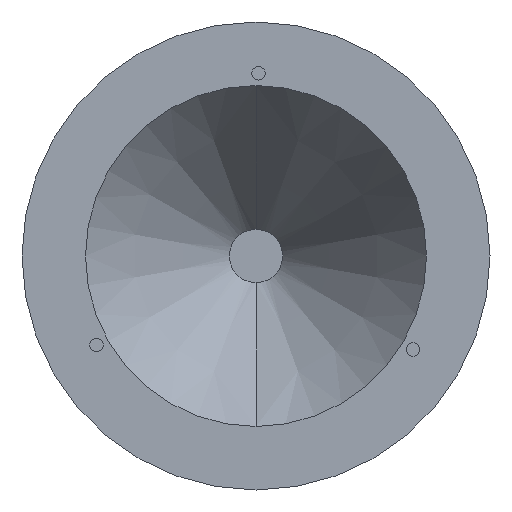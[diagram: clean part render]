
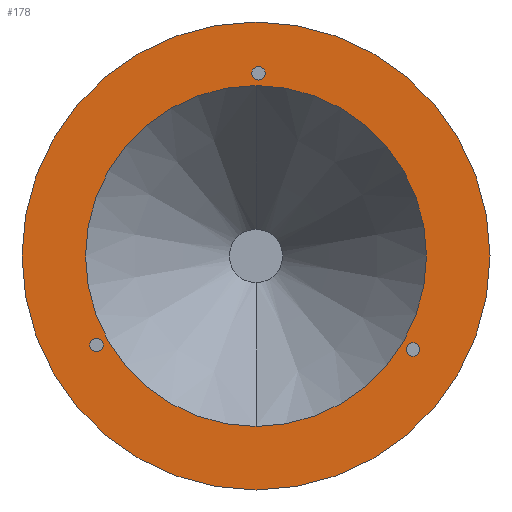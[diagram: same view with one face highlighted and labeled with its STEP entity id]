
A CAD part, front view. The second image highlights one B-rep face of the part: STEP entity #178.
In plain terms, the highlighted planar face has unit normal (0, -1, 0).
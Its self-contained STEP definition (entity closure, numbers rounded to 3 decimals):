
#3 = FACE_OUTER_BOUND ( 'NONE', #1229, .T. ) ;
#25 = CARTESIAN_POINT ( 'NONE',  ( 0., 0., 0. ) ) ;
#41 = DIRECTION ( 'NONE',  ( 0., -1., 0. ) ) ;
#42 = ORIENTED_EDGE ( 'NONE', *, *, #744, .F. ) ;
#43 = EDGE_CURVE ( 'NONE', #84, #139, #815, .T. ) ;
#47 = CARTESIAN_POINT ( 'NONE',  ( 0., 0., 0. ) ) ;
#54 = ORIENTED_EDGE ( 'NONE', *, *, #830, .F. ) ;
#55 = AXIS2_PLACEMENT_3D ( 'NONE', #47, #878, #177 ) ;
#64 = EDGE_CURVE ( 'NONE', #752, #1350, #668, .T. ) ;
#71 = CARTESIAN_POINT ( 'NONE',  ( 0., 0., -130. ) ) ;
#84 = VERTEX_POINT ( 'NONE', #1152 ) ;
#91 = FACE_BOUND ( 'NONE', #374, .T. ) ;
#93 = DIRECTION ( 'NONE',  ( 0., 0., -1. ) ) ;
#94 = CIRCLE ( 'NONE', #851, 3.757 ) ;
#120 = AXIS2_PLACEMENT_3D ( 'NONE', #329, #219, #206 ) ;
#136 = FACE_BOUND ( 'NONE', #911, .T. ) ;
#139 = VERTEX_POINT ( 'NONE', #780 ) ;
#153 = DIRECTION ( 'NONE',  ( 0., 0., 1. ) ) ;
#161 = CARTESIAN_POINT ( 'NONE',  ( 87.164, 0., -48.23 ) ) ;
#174 = FACE_BOUND ( 'NONE', #1437, .T. ) ;
#177 = DIRECTION ( 'NONE',  ( 0., 0., 1. ) ) ;
#178 = ADVANCED_FACE ( 'NONE', ( #174, #136, #214, #91, #3 ), #358, .F. ) ;
#179 = DIRECTION ( 'NONE',  ( 0., -1., 0. ) ) ;
#183 = ORIENTED_EDGE ( 'NONE', *, *, #762, .F. ) ;
#185 = CARTESIAN_POINT ( 'NONE',  ( 0., 0., 0. ) ) ;
#206 = DIRECTION ( 'NONE',  ( 0., 0., 1. ) ) ;
#214 = FACE_BOUND ( 'NONE', #1245, .T. ) ;
#219 = DIRECTION ( 'NONE',  ( 0., 1., 0. ) ) ;
#228 = VERTEX_POINT ( 'NONE', #1067 ) ;
#305 = DIRECTION ( 'NONE',  ( 0., -1., 0. ) ) ;
#309 = DIRECTION ( 'NONE',  ( 0., 0., -1. ) ) ;
#317 = AXIS2_PLACEMENT_3D ( 'NONE', #1177, #543, #1095 ) ;
#321 = ORIENTED_EDGE ( 'NONE', *, *, #64, .F. ) ;
#329 = CARTESIAN_POINT ( 'NONE',  ( 0., 0., 0. ) ) ;
#358 = PLANE ( 'NONE',  #120 ) ;
#374 = EDGE_LOOP ( 'NONE', ( #642, #866 ) ) ;
#377 = AXIS2_PLACEMENT_3D ( 'NONE', #1003, #305, #1117 ) ;
#391 = CARTESIAN_POINT ( 'NONE',  ( 0., 0., 94.698 ) ) ;
#417 = CIRCLE ( 'NONE', #1170, 94.698 ) ;
#464 = AXIS2_PLACEMENT_3D ( 'NONE', #1467, #1410, #1402 ) ;
#527 = AXIS2_PLACEMENT_3D ( 'NONE', #751, #41, #874 ) ;
#534 = DIRECTION ( 'NONE',  ( 0., -1., 0. ) ) ;
#543 = DIRECTION ( 'NONE',  ( 0., -1., 0. ) ) ;
#567 = EDGE_CURVE ( 'NONE', #879, #854, #1213, .T. ) ;
#614 = CIRCLE ( 'NONE', #527, 3.757 ) ;
#630 = ORIENTED_EDGE ( 'NONE', *, *, #1383, .F. ) ;
#642 = ORIENTED_EDGE ( 'NONE', *, *, #1464, .F. ) ;
#645 = VERTEX_POINT ( 'NONE', #975 ) ;
#668 = CIRCLE ( 'NONE', #464, 3.757 ) ;
#691 = CARTESIAN_POINT ( 'NONE',  ( 0., 0., -94.698 ) ) ;
#744 = EDGE_CURVE ( 'NONE', #854, #879, #859, .T. ) ;
#751 = CARTESIAN_POINT ( 'NONE',  ( 1.441, 0., 101.48 ) ) ;
#752 = VERTEX_POINT ( 'NONE', #1232 ) ;
#762 = EDGE_CURVE ( 'NONE', #1350, #752, #1311, .T. ) ;
#780 = CARTESIAN_POINT ( 'NONE',  ( -88.604, 0., -45.735 ) ) ;
#798 = DIRECTION ( 'NONE',  ( 0., -1., 0. ) ) ;
#799 = AXIS2_PLACEMENT_3D ( 'NONE', #25, #856, #153 ) ;
#815 = CIRCLE ( 'NONE', #317, 3.757 ) ;
#830 = EDGE_CURVE ( 'NONE', #645, #228, #94, .T. ) ;
#851 = AXIS2_PLACEMENT_3D ( 'NONE', #1252, #534, #1357 ) ;
#854 = VERTEX_POINT ( 'NONE', #1477 ) ;
#856 = DIRECTION ( 'NONE',  ( 0., 1., 0. ) ) ;
#859 = CIRCLE ( 'NONE', #55, 130. ) ;
#866 = ORIENTED_EDGE ( 'NONE', *, *, #1449, .F. ) ;
#874 = DIRECTION ( 'NONE',  ( 0., 0., -1. ) ) ;
#876 = ORIENTED_EDGE ( 'NONE', *, *, #567, .F. ) ;
#878 = DIRECTION ( 'NONE',  ( 0., 1., 0. ) ) ;
#879 = VERTEX_POINT ( 'NONE', #71 ) ;
#881 = CARTESIAN_POINT ( 'NONE',  ( 0., 0., 0. ) ) ;
#911 = EDGE_LOOP ( 'NONE', ( #321, #183 ) ) ;
#975 = CARTESIAN_POINT ( 'NONE',  ( 1.441, 0., 105.237 ) ) ;
#981 = EDGE_CURVE ( 'NONE', #139, #84, #1091, .T. ) ;
#999 = DIRECTION ( 'NONE',  ( 0., 0., -1. ) ) ;
#1003 = CARTESIAN_POINT ( 'NONE',  ( 87.164, 0., -51.988 ) ) ;
#1004 = DIRECTION ( 'NONE',  ( 0., -1., 0. ) ) ;
#1008 = AXIS2_PLACEMENT_3D ( 'NONE', #881, #179, #999 ) ;
#1055 = CIRCLE ( 'NONE', #1008, 94.698 ) ;
#1067 = CARTESIAN_POINT ( 'NONE',  ( 1.441, 0., 97.723 ) ) ;
#1091 = CIRCLE ( 'NONE', #1389, 3.757 ) ;
#1095 = DIRECTION ( 'NONE',  ( 0., 0., -1. ) ) ;
#1117 = DIRECTION ( 'NONE',  ( 0., 0., -1. ) ) ;
#1152 = CARTESIAN_POINT ( 'NONE',  ( -88.604, 0., -53.249 ) ) ;
#1170 = AXIS2_PLACEMENT_3D ( 'NONE', #185, #1004, #309 ) ;
#1177 = CARTESIAN_POINT ( 'NONE',  ( -88.604, 0., -49.492 ) ) ;
#1213 = CIRCLE ( 'NONE', #799, 130. ) ;
#1229 = EDGE_LOOP ( 'NONE', ( #876, #42 ) ) ;
#1232 = CARTESIAN_POINT ( 'NONE',  ( 87.164, 0., -55.745 ) ) ;
#1239 = VERTEX_POINT ( 'NONE', #691 ) ;
#1245 = EDGE_LOOP ( 'NONE', ( #630, #54 ) ) ;
#1252 = CARTESIAN_POINT ( 'NONE',  ( 1.441, 0., 101.48 ) ) ;
#1311 = CIRCLE ( 'NONE', #377, 3.757 ) ;
#1321 = ORIENTED_EDGE ( 'NONE', *, *, #981, .F. ) ;
#1350 = VERTEX_POINT ( 'NONE', #161 ) ;
#1357 = DIRECTION ( 'NONE',  ( 0., 0., -1. ) ) ;
#1362 = VERTEX_POINT ( 'NONE', #391 ) ;
#1364 = ORIENTED_EDGE ( 'NONE', *, *, #43, .F. ) ;
#1383 = EDGE_CURVE ( 'NONE', #228, #645, #614, .T. ) ;
#1389 = AXIS2_PLACEMENT_3D ( 'NONE', #1499, #798, #93 ) ;
#1402 = DIRECTION ( 'NONE',  ( 0., 0., -1. ) ) ;
#1410 = DIRECTION ( 'NONE',  ( 0., -1., 0. ) ) ;
#1437 = EDGE_LOOP ( 'NONE', ( #1364, #1321 ) ) ;
#1449 = EDGE_CURVE ( 'NONE', #1362, #1239, #1055, .T. ) ;
#1464 = EDGE_CURVE ( 'NONE', #1239, #1362, #417, .T. ) ;
#1467 = CARTESIAN_POINT ( 'NONE',  ( 87.164, 0., -51.988 ) ) ;
#1477 = CARTESIAN_POINT ( 'NONE',  ( 0., 0., 130. ) ) ;
#1499 = CARTESIAN_POINT ( 'NONE',  ( -88.604, 0., -49.492 ) ) ;
